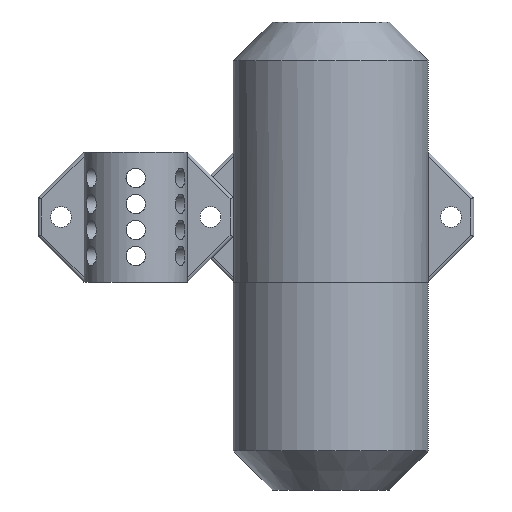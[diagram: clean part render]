
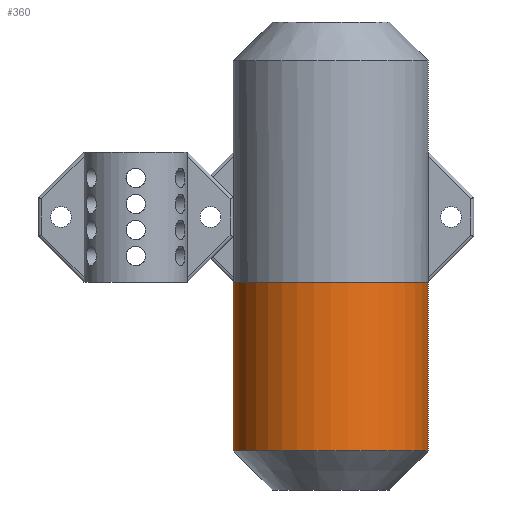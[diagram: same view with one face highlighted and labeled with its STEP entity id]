
A CAD part, front view. The second image highlights one B-rep face of the part: STEP entity #360.
In plain terms, the highlighted cylindrical face has radius 15 mm (diameter 30 mm), a full revolution.
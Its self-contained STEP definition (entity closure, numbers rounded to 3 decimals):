
#360=ADVANCED_FACE('',(#3589,#3591),#3593,.T.);
#3589=FACE_OUTER_BOUND('',#3590,.T.);
#3590=EDGE_LOOP('',(#8403));
#3591=FACE_OUTER_BOUND('',#3592,.T.);
#3592=EDGE_LOOP('',(#8404));
#3593=CYLINDRICAL_SURFACE('',#3594,15.);
#3594=AXIS2_PLACEMENT_3D('',#3595,#3596,#3597);
#3595=CARTESIAN_POINT('',(0.,0.,0.));
#3596=DIRECTION('',(0.,0.,1.));
#3597=DIRECTION('',(-1.,0.,0.));
#8403=ORIENTED_EDGE('',*,*,#8816,.F.);
#8404=ORIENTED_EDGE('',*,*,#8819,.T.);
#8816=EDGE_CURVE('',#9210,#9210,#9211,.T.);
#8819=EDGE_CURVE('',#9216,#9216,#9217,.T.);
#9210=VERTEX_POINT('',#14354);
#9211=CIRCLE('',#14355,15.);
#9216=VERTEX_POINT('',#14369);
#9217=CIRCLE('',#14370,15.);
#14354=CARTESIAN_POINT('',(-15.,0.,32.));
#14355=AXIS2_PLACEMENT_3D('',#14356,#14357,#14358);
#14356=CARTESIAN_POINT('',(0.,0.,32.));
#14357=DIRECTION('',(0.,0.,1.));
#14358=DIRECTION('',(0.,-1.,0.));
#14369=CARTESIAN_POINT('',(-15.,0.,6.));
#14370=AXIS2_PLACEMENT_3D('',#14371,#14372,#14373);
#14371=CARTESIAN_POINT('',(0.,0.,6.));
#14372=DIRECTION('',(0.,0.,1.));
#14373=DIRECTION('',(-1.,0.,0.));
